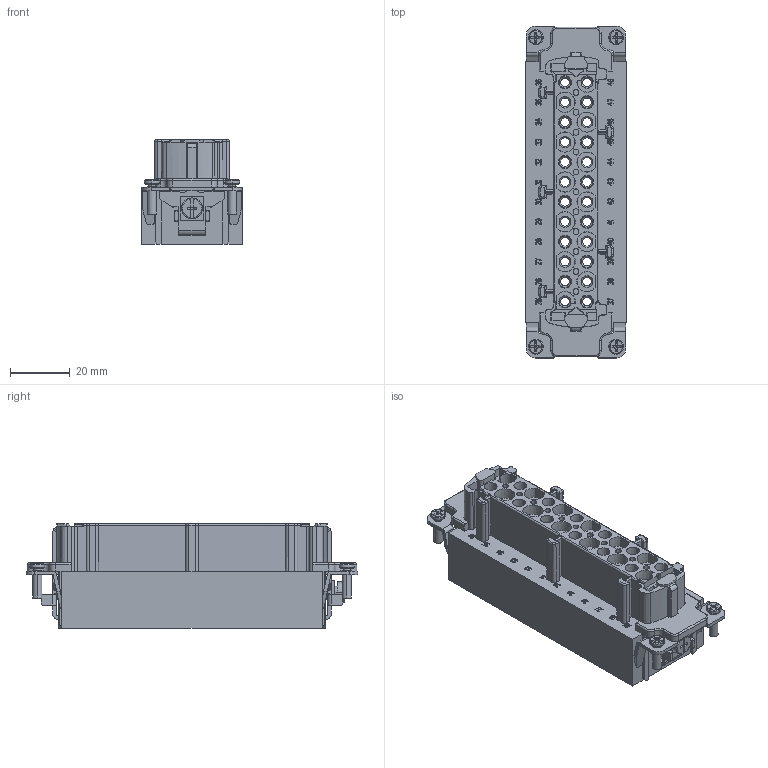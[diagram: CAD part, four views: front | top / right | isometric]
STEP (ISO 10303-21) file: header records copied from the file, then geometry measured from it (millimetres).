
FILE_DESCRIPTION((''),'2;1');
FILE_NAME('HE-024-FS_11','2017-07-14T',('tl.yang'),(''),'PRO/ENGINEER BY PARAMETRIC TECHNOLOGY CORPORATION, 2011500','PRO/ENGINEER BY PARAMETRIC TECHNOLOGY CORPORATION, 2011500','');
FILE_SCHEMA(('CONFIG_CONTROL_DESIGN'));
Products named in the file (1): HE-024-FS_11
Bounding box: 33.9 x 111.6 x 35.2 mm (x, y, z)
Volume: 69742.1 mm3; surface area: 33764.1 mm2
Topology: 1 solids, 1 shells, 4825 faces, 13716 edges, 9119 vertices
Faces by surface type: plane 4218, cylinder 345, cone 186, bspline 58, torus 18
Entity records: 156817 total; most frequent: CARTESIAN_POINT 30596, ORIENTED_EDGE 27432, DIRECTION 24069, EDGE_CURVE 13716, VECTOR 12365, LINE 12365, VERTEX_POINT 9119, AXIS2_PLACEMENT_3D 5852
